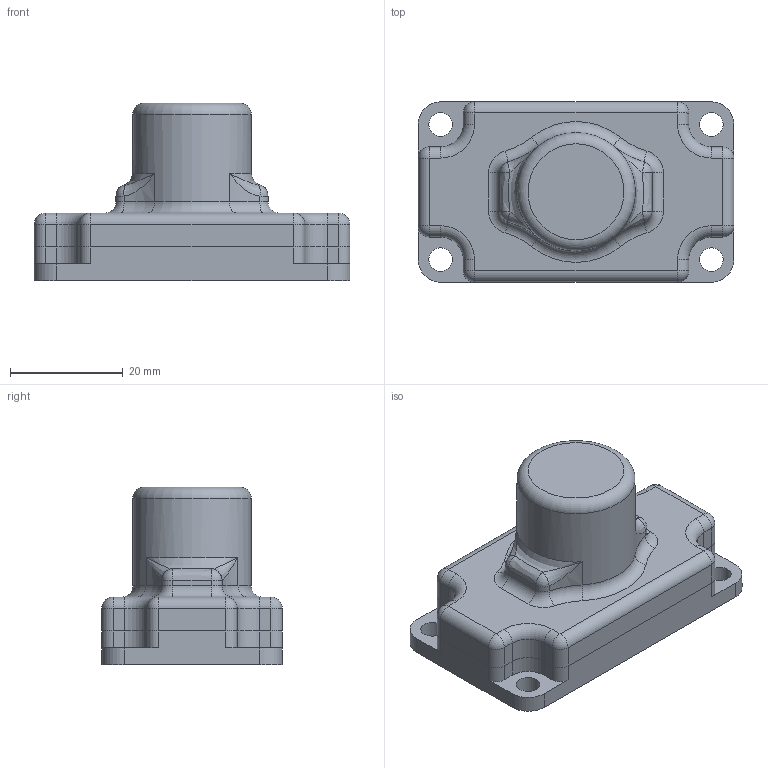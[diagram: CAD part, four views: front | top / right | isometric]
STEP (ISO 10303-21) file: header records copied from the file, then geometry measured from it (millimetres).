
FILE_DESCRIPTION( ( '' ), ' ' );
FILE_NAME( '57ec21af7c4ea910a0273f73.step', '2016-09-28T20:01:51', ( '' ), ( '' ), ' ', ' ', ' ' );
FILE_SCHEMA( ( 'AUTOMOTIVE_DESIGN { 1 0 10303 214 1 1 1 1 }' ) );
Length unit declared in the file: metre
Products named in the file (3): Assem1; 45-0201; 45-0217
Assembly tree (2 placements, depth 2):
  Assem1
    45-0201
    45-0217
Bounding box: 56 x 32 x 31.5 mm (x, y, z)
Volume: 26096.2 mm3; surface area: 9689.2 mm2
Topology: 2 solids, 2 shells, 125 faces, 303 edges, 179 vertices
Faces by surface type: cylinder 55, plane 35, torus 17, sphere 12, bspline 6
Full cylindrical faces by diameter (mm): 4.2 x4, 21 x1
Entity records: 5201 total; most frequent: CARTESIAN_POINT 1229, DIRECTION 648, ORIENTED_EDGE 584, EDGE_CURVE 292, AXIS2_PLACEMENT_3D 254, VERTEX_POINT 178, EDGE_LOOP 140, LINE 140
